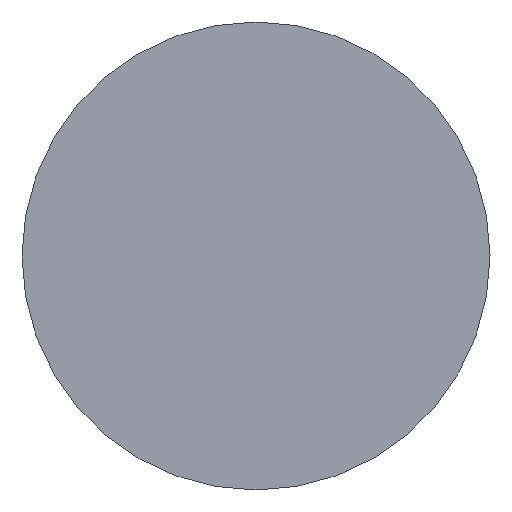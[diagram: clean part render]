
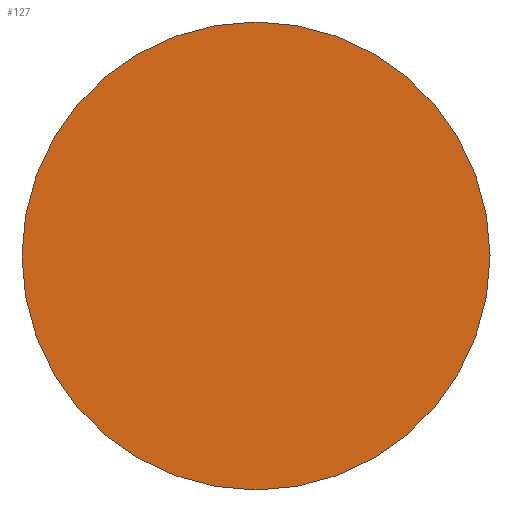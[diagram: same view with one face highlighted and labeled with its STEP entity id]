
A CAD part, front view. The second image highlights one B-rep face of the part: STEP entity #127.
In plain terms, the highlighted planar face has unit normal (0, -1, 0).
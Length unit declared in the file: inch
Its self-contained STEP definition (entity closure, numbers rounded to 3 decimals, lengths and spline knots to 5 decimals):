
#62 = CARTESIAN_POINT ( 'NONE',  ( 0., 0., 0. ) ) ;
#69 = CARTESIAN_POINT ( 'NONE',  ( 0., 0., 0.125 ) ) ;
#86 = VERTEX_POINT ( 'NONE', #69 ) ;
#123 = FACE_OUTER_BOUND ( 'NONE', #375, .T. ) ;
#127 = ADVANCED_FACE ( 'NONE', ( #123 ), #284, .T. ) ;
#132 = CIRCLE ( 'NONE', #261, 0.125 ) ;
#143 = AXIS2_PLACEMENT_3D ( 'NONE', #62, #154, #267 ) ;
#154 = DIRECTION ( 'NONE',  ( 0., -1., 0. ) ) ;
#195 = DIRECTION ( 'NONE',  ( 0., 0., -1. ) ) ;
#250 = CARTESIAN_POINT ( 'NONE',  ( 0., 0., -0.125 ) ) ;
#261 = AXIS2_PLACEMENT_3D ( 'NONE', #319, #431, #353 ) ;
#267 = DIRECTION ( 'NONE',  ( 0., 0., -1. ) ) ;
#271 = AXIS2_PLACEMENT_3D ( 'NONE', #436, #361, #195 ) ;
#284 = PLANE ( 'NONE',  #271 ) ;
#297 = ORIENTED_EDGE ( 'NONE', *, *, #326, .T. ) ;
#304 = VERTEX_POINT ( 'NONE', #250 ) ;
#319 = CARTESIAN_POINT ( 'NONE',  ( 0., 0., 0. ) ) ;
#326 = EDGE_CURVE ( 'NONE', #86, #304, #341, .T. ) ;
#341 = CIRCLE ( 'NONE', #143, 0.125 ) ;
#353 = DIRECTION ( 'NONE',  ( 0., 0., -1. ) ) ;
#361 = DIRECTION ( 'NONE',  ( 0., -1., 0. ) ) ;
#375 = EDGE_LOOP ( 'NONE', ( #442, #297 ) ) ;
#404 = EDGE_CURVE ( 'NONE', #304, #86, #132, .T. ) ;
#431 = DIRECTION ( 'NONE',  ( 0., -1., 0. ) ) ;
#436 = CARTESIAN_POINT ( 'NONE',  ( 0., 0., 0. ) ) ;
#442 = ORIENTED_EDGE ( 'NONE', *, *, #404, .T. ) ;
